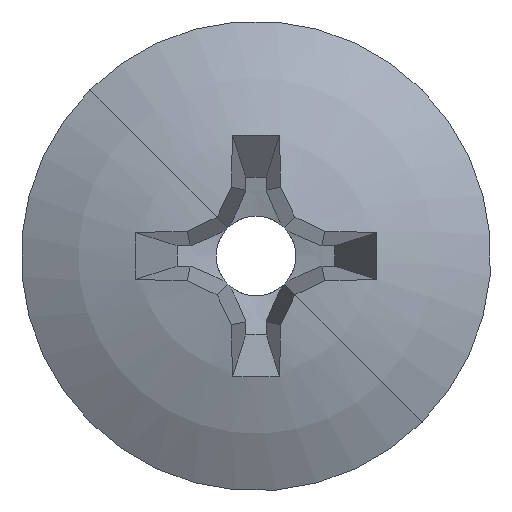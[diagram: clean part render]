
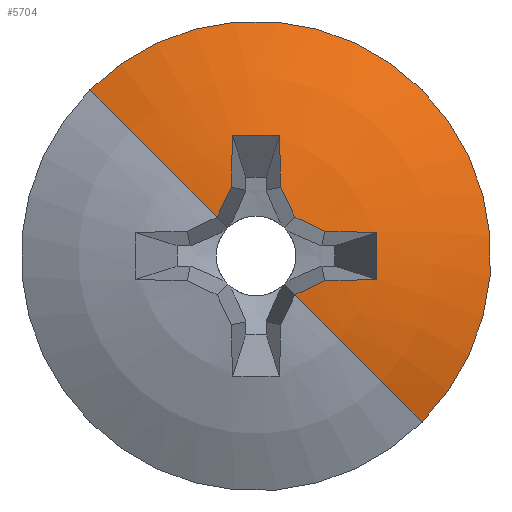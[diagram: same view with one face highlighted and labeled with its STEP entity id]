
A CAD part, left-side view. The second image highlights one B-rep face of the part: STEP entity #5704.
In plain terms, the highlighted spherical face has radius 5.452 mm.
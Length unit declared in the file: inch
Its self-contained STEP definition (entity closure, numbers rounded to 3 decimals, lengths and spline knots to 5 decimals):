
#2038=CARTESIAN_POINT('',(0.14464,0.,0.));
#2039=DIRECTION('',(0.,0.,-1.));
#2040=DIRECTION('',(-0.87,-0.494,0.));
#2041=AXIS2_PLACEMENT_3D('',#2038,#2039,#2040);
#2048=CARTESIAN_POINT('',(0.14464,0.,0.));
#2049=DIRECTION('',(0.,0.,1.));
#2050=DIRECTION('',(-0.87,0.494,0.));
#2051=AXIS2_PLACEMENT_3D('',#2048,#2049,#2050);
#2182=CARTESIAN_POINT('',(-0.06746,-0.02979,
0.01399));
#2183=CARTESIAN_POINT('',(-0.06754,-0.02956,
0.01334));
#2184=CARTESIAN_POINT('',(-0.06768,-0.02911,
0.01205));
#2185=CARTESIAN_POINT('',(-0.06787,-0.02844,
0.01013));
#2186=CARTESIAN_POINT('',(-0.06804,-0.02776,
0.0082));
#2187=CARTESIAN_POINT('',(-0.0682,-0.02707,
0.00624));
#2188=CARTESIAN_POINT('',(-0.06834,-0.02636,
0.00423));
#2189=CARTESIAN_POINT('',(-0.06846,-0.02562,
0.00217));
#2190=CARTESIAN_POINT('',(-0.06853,-0.02511,
0.00073));
#2191=CARTESIAN_POINT('',(-0.06856,-0.02484,0.));
#2193=CARTESIAN_POINT('',(0.14257,0.01131,
0.01131));
#2194=DIRECTION('',(-0.128,0.701,0.701));
#2195=DIRECTION('',(-0.981,-0.192,0.012));
#2196=AXIS2_PLACEMENT_3D('',#2193,#2194,#2195);
#2198=CARTESIAN_POINT('',(0.13324,0.01932,
-0.01932));
#2199=DIRECTION('',(-0.385,0.653,-0.653));
#2200=DIRECTION('',(-0.922,-0.307,0.237));
#2201=AXIS2_PLACEMENT_3D('',#2198,#2199,#2200);
#2203=CARTESIAN_POINT('',(0.14257,-0.01131,
-0.01131));
#2204=DIRECTION('',(0.128,0.701,0.701));
#2205=DIRECTION('',(-0.981,-0.012,0.192));
#2206=AXIS2_PLACEMENT_3D('',#2203,#2204,#2205);
#2208=CARTESIAN_POINT('',(-0.06856,0.,0.02484));
#2209=CARTESIAN_POINT('',(-0.06849,-0.00152,
0.02539));
#2210=CARTESIAN_POINT('',(-0.06833,-0.00454,
0.02647));
#2211=CARTESIAN_POINT('',(-0.06799,-0.00897,
0.02803));
#2212=CARTESIAN_POINT('',(-0.06766,-0.01227,
0.02919));
#2213=CARTESIAN_POINT('',(-0.06746,-0.01399,
0.02979));
#2215=CARTESIAN_POINT('',(-0.06746,0.01399,
0.02979));
#2216=CARTESIAN_POINT('',(-0.06766,0.01226,
0.02919));
#2217=CARTESIAN_POINT('',(-0.06799,0.00895,
0.02802));
#2218=CARTESIAN_POINT('',(-0.06833,0.00451,
0.02645));
#2219=CARTESIAN_POINT('',(-0.06849,0.0015,
0.02538));
#2220=CARTESIAN_POINT('',(-0.06856,0.,0.02484));
#2222=CARTESIAN_POINT('',(0.14257,0.01131,
-0.01131));
#2223=DIRECTION('',(0.128,-0.701,0.701));
#2224=DIRECTION('',(-0.959,0.092,0.268));
#2225=AXIS2_PLACEMENT_3D('',#2222,#2223,#2224);
#2227=CARTESIAN_POINT('',(0.13324,-0.01932,
-0.01932));
#2228=DIRECTION('',(0.385,0.653,0.653));
#2229=DIRECTION('',(-0.922,0.307,0.237));
#2230=AXIS2_PLACEMENT_3D('',#2227,#2228,#2229);
#2232=CARTESIAN_POINT('',(0.14257,-0.01131,
0.01131));
#2233=DIRECTION('',(0.128,0.701,-0.701));
#2234=DIRECTION('',(-0.981,0.192,0.012));
#2235=AXIS2_PLACEMENT_3D('',#2232,#2233,#2234);
#2237=CARTESIAN_POINT('',(-0.06856,0.02484,0.));
#2238=CARTESIAN_POINT('',(-0.06853,0.0251,
0.00073));
#2239=CARTESIAN_POINT('',(-0.06846,0.02561,
0.00215));
#2240=CARTESIAN_POINT('',(-0.06834,0.02635,
0.00422));
#2241=CARTESIAN_POINT('',(-0.0682,0.02706,
0.00622));
#2242=CARTESIAN_POINT('',(-0.06804,0.02775,
0.00818));
#2243=CARTESIAN_POINT('',(-0.06787,0.02843,
0.01011));
#2244=CARTESIAN_POINT('',(-0.06768,0.02911,
0.01204));
#2245=CARTESIAN_POINT('',(-0.06754,0.02956,
0.01334));
#2246=CARTESIAN_POINT('',(-0.06746,0.02979,
0.01399));
#2248=CARTESIAN_POINT('',(-0.042,0.,0.));
#2249=DIRECTION('',(1.,0.,0.));
#2250=DIRECTION('',(0.,1.,0.));
#2251=AXIS2_PLACEMENT_3D('',#2248,#2249,#2250);
#2492=CARTESIAN_POINT('',(-0.042,0.106,0.));
#2494=VERTEX_POINT('',#2492);
#2496=CARTESIAN_POINT('',(-0.042,-0.106,0.));
#2498=VERTEX_POINT('',#2496);
#2552=VERTEX_POINT('',#2182);
#2553=VERTEX_POINT('',#2191);
#2554=CARTESIAN_POINT('',(-0.06271,-0.04597,
0.03104));
#2555=VERTEX_POINT('',#2554);
#2556=CARTESIAN_POINT('',(-0.06271,-0.03104,
0.04597));
#2557=VERTEX_POINT('',#2556);
#2558=CARTESIAN_POINT('',(-0.06746,-0.01399,
0.02979));
#2559=VERTEX_POINT('',#2558);
#2560=VERTEX_POINT('',#2208);
#2561=VERTEX_POINT('',#2215);
#2562=CARTESIAN_POINT('',(-0.06271,0.03104,
0.04597));
#2563=VERTEX_POINT('',#2562);
#2564=CARTESIAN_POINT('',(-0.06271,0.04597,
0.03104));
#2565=VERTEX_POINT('',#2564);
#2566=CARTESIAN_POINT('',(-0.06746,0.02979,
0.01399));
#2567=VERTEX_POINT('',#2566);
#2568=VERTEX_POINT('',#2237);
#5675=CARTESIAN_POINT('',(0.14464,0.,0.));
#5676=DIRECTION('',(1.,0.,0.));
#5677=DIRECTION('',(0.,-1.,0.));
#5678=AXIS2_PLACEMENT_3D('',#5675,#5676,#5677);
#5679=SPHERICAL_SURFACE('',#5678,0.21464);
#5681=ORIENTED_EDGE('',*,*,#5680,.F.);
#5683=ORIENTED_EDGE('',*,*,#5682,.T.);
#5685=ORIENTED_EDGE('',*,*,#5684,.T.);
#5687=ORIENTED_EDGE('',*,*,#5686,.F.);
#5689=ORIENTED_EDGE('',*,*,#5688,.F.);
#5691=ORIENTED_EDGE('',*,*,#5690,.F.);
#5693=ORIENTED_EDGE('',*,*,#5692,.F.);
#5695=ORIENTED_EDGE('',*,*,#5694,.F.);
#5697=ORIENTED_EDGE('',*,*,#5696,.F.);
#5698=ORIENTED_EDGE('',*,*,#5616,.F.);
#5699=ORIENTED_EDGE('',*,*,#5447,.F.);
#5700=ORIENTED_EDGE('',*,*,#5407,.T.);
#5701=ORIENTED_EDGE('',*,*,#5444,.T.);
#5702=EDGE_LOOP('',(#5681,#5683,#5685,#5687,#5689,#5691,#5693,#5695,#5697,#5698,
#5699,#5700,#5701));
#5703=FACE_OUTER_BOUND('',#5702,.F.);
#2042=CIRCLE('',#2041,0.21464);
#2052=CIRCLE('',#2051,0.21464);
#2192=B_SPLINE_CURVE_WITH_KNOTS('',3,(#2182,#2183,#2184,#2185,#2186,#2187,#2188,
#2189,#2190,#2191),.UNSPECIFIED.,.F.,.F.,(4,1,1,1,1,1,1,4),(0.,
0.14286,0.28571,0.42857,0.57143,
0.71429,0.85714,1.),.UNSPECIFIED.);
#2197=CIRCLE('',#2196,0.21404);
#2202=CIRCLE('',#2201,0.21259);
#2207=CIRCLE('',#2206,0.21404);
#2214=B_SPLINE_CURVE_WITH_KNOTS('',3,(#2208,#2209,#2210,#2211,#2212,#2213),
.UNSPECIFIED.,.F.,.F.,(4,1,1,4),(0.,0.33333,0.66667,1.),
.UNSPECIFIED.);
#2221=B_SPLINE_CURVE_WITH_KNOTS('',3,(#2215,#2216,#2217,#2218,#2219,#2220),
.UNSPECIFIED.,.F.,.F.,(4,1,1,4),(0.,0.33333,0.66667,1.),
.UNSPECIFIED.);
#2226=CIRCLE('',#2225,0.21404);
#2231=CIRCLE('',#2230,0.21259);
#2236=CIRCLE('',#2235,0.21404);
#2247=B_SPLINE_CURVE_WITH_KNOTS('',3,(#2237,#2238,#2239,#2240,#2241,#2242,#2243,
#2244,#2245,#2246),.UNSPECIFIED.,.F.,.F.,(4,1,1,1,1,1,1,4),(0.,
0.14286,0.28571,0.42857,0.57143,
0.71429,0.85714,1.),.UNSPECIFIED.);
#2252=CIRCLE('',#2251,0.106);
#5407=EDGE_CURVE('',#2494,#2498,#2252,.T.);
#5444=EDGE_CURVE('',#2498,#2553,#2042,.T.);
#5447=EDGE_CURVE('',#2494,#2568,#2052,.T.);
#5616=EDGE_CURVE('',#2568,#2567,#2247,.T.);
#5680=EDGE_CURVE('',#2552,#2553,#2192,.T.);
#5682=EDGE_CURVE('',#2552,#2555,#2197,.T.);
#5684=EDGE_CURVE('',#2555,#2557,#2202,.T.);
#5686=EDGE_CURVE('',#2559,#2557,#2207,.T.);
#5688=EDGE_CURVE('',#2560,#2559,#2214,.T.);
#5690=EDGE_CURVE('',#2561,#2560,#2221,.T.);
#5692=EDGE_CURVE('',#2563,#2561,#2226,.T.);
#5694=EDGE_CURVE('',#2565,#2563,#2231,.T.);
#5696=EDGE_CURVE('',#2567,#2565,#2236,.T.);
#5704=ADVANCED_FACE('',(#5703),#5679,.T.);
